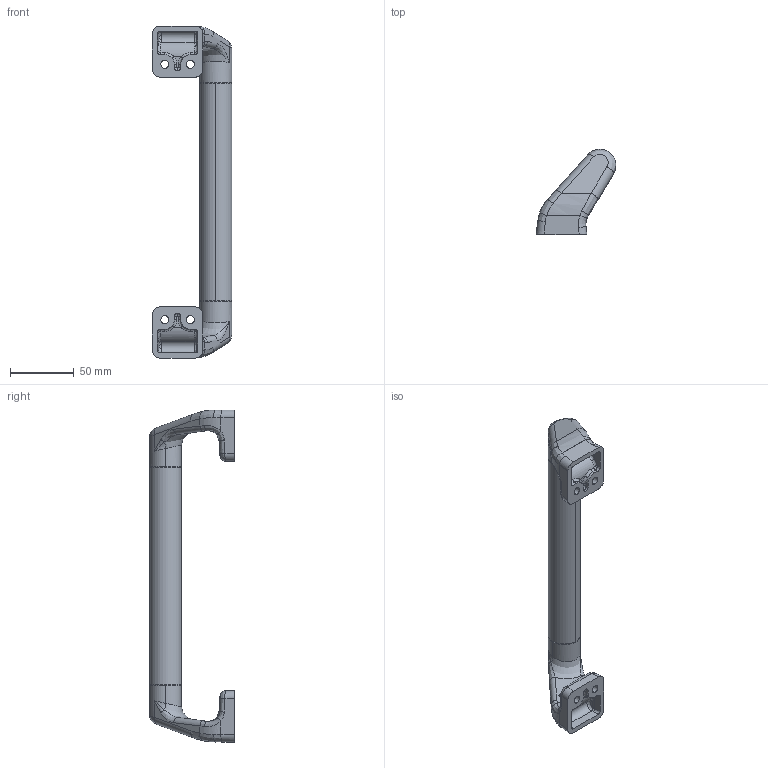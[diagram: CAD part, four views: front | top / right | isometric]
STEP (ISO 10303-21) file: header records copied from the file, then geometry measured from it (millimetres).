
FILE_DESCRIPTION (( 'STEP AP214' ), '1' );
FILE_NAME ('SK4-223-200W.STEP', '2023-08-18T07:06:17', ( '微软用户' ), ( '微软中国' ), 'SwSTEP 2.0', 'SolidWorks 2020', '' );
FILE_SCHEMA (( 'AUTOMOTIVE_DESIGN' ));
Length unit declared in the file: millimetre
Products named in the file (4): 4-223-200; 4-223-JA-A; SK4-223-200W; 4-223-JA
Assembly tree (3 placements, depth 2):
  SK4-223-200W
    4-223-JA-A
    4-223-JA
    4-223-200
Bounding box: 62.38 x 66.5 x 260 mm (x, y, z)
Volume: 139159.2 mm3; surface area: 55793.2 mm2
Topology: 3 solids, 3 shells, 516 faces, 1338 edges, 846 vertices
Faces by surface type: plane 204, cylinder 184, bspline 82, cone 42, torus 4
Entity records: 23557 total; most frequent: CARTESIAN_POINT 11636, ORIENTED_EDGE 2676, DIRECTION 1926, EDGE_CURVE 1338, VERTEX_POINT 846, LINE 654, VECTOR 654, AXIS2_PLACEMENT_3D 636
